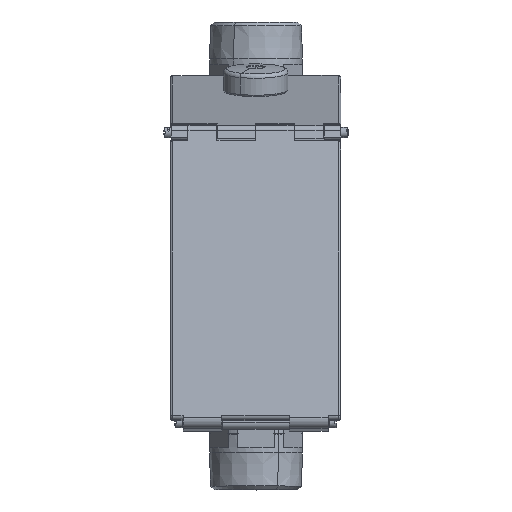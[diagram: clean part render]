
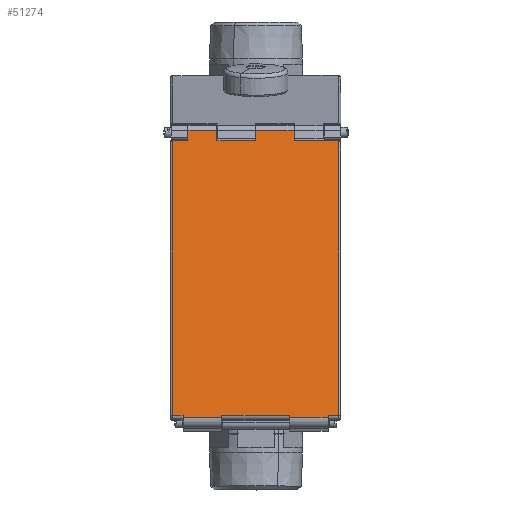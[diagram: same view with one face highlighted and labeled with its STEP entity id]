
A CAD part, top view. The second image highlights one B-rep face of the part: STEP entity #51274.
In plain terms, the highlighted planar face has unit normal (0, -0.174, -0.985).
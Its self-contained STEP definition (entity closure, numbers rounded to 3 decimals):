
#50925=CARTESIAN_POINT('Vertex',(37.3,-83.84,224.6)) ;
#50928=CARTESIAN_POINT('Line Origine',(37.3,-83.296,224.504)) ;
#50932=CARTESIAN_POINT('Vertex',(37.3,-82.752,224.408)) ;
#51104=CARTESIAN_POINT('Line Origine',(27.3,-83.84,224.6)) ;
#51108=CARTESIAN_POINT('Vertex',(17.3,-83.84,224.6)) ;
#51123=CARTESIAN_POINT('Axis2P3D Location',(-0.2,56.232,199.902)) ;
#51128=CARTESIAN_POINT('Line Origine',(31.25,59.216,199.375)) ;
#51132=CARTESIAN_POINT('Vertex',(19.7,59.216,199.375)) ;
#51134=CARTESIAN_POINT('Vertex',(42.8,59.216,199.375)) ;
#51137=CARTESIAN_POINT('Line Origine',(42.8,-11.768,211.892)) ;
#51141=CARTESIAN_POINT('Vertex',(42.8,-82.752,224.408)) ;
#51144=CARTESIAN_POINT('Line Origine',(40.05,-82.752,224.408)) ;
#51149=CARTESIAN_POINT('Line Origine',(17.3,-83.296,224.504)) ;
#51153=CARTESIAN_POINT('Vertex',(17.3,-82.752,224.408)) ;
#51156=CARTESIAN_POINT('Line Origine',(-0.2,-82.752,224.408)) ;
#51160=CARTESIAN_POINT('Vertex',(-17.7,-82.752,224.408)) ;
#51163=CARTESIAN_POINT('Line Origine',(-17.7,-83.296,224.504)) ;
#51167=CARTESIAN_POINT('Vertex',(-17.7,-83.84,224.6)) ;
#51170=CARTESIAN_POINT('Line Origine',(-27.7,-83.84,224.6)) ;
#51174=CARTESIAN_POINT('Vertex',(-37.7,-83.84,224.6)) ;
#51177=CARTESIAN_POINT('Line Origine',(-37.7,-83.296,224.504)) ;
#51181=CARTESIAN_POINT('Vertex',(-37.7,-82.752,224.408)) ;
#51184=CARTESIAN_POINT('Line Origine',(-40.45,-82.752,224.408)) ;
#51188=CARTESIAN_POINT('Vertex',(-43.2,-82.752,224.408)) ;
#51191=CARTESIAN_POINT('Line Origine',(-43.2,-11.768,211.892)) ;
#51195=CARTESIAN_POINT('Vertex',(-43.2,59.216,199.375)) ;
#51198=CARTESIAN_POINT('Line Origine',(-39.2,59.216,199.375)) ;
#51202=CARTESIAN_POINT('Vertex',(-35.2,59.216,199.375)) ;
#51205=CARTESIAN_POINT('Line Origine',(-35.2,61.92,198.899)) ;
#51209=CARTESIAN_POINT('Vertex',(-35.2,64.623,198.422)) ;
#51212=CARTESIAN_POINT('Line Origine',(-27.7,64.623,198.422)) ;
#51216=CARTESIAN_POINT('Vertex',(-20.2,64.623,198.422)) ;
#51219=CARTESIAN_POINT('Line Origine',(-20.2,61.92,198.899)) ;
#51223=CARTESIAN_POINT('Vertex',(-20.2,59.216,199.375)) ;
#51226=CARTESIAN_POINT('Line Origine',(-10.2,59.216,199.375)) ;
#51230=CARTESIAN_POINT('Vertex',(-0.2,59.216,199.375)) ;
#51233=CARTESIAN_POINT('Line Origine',(-0.2,61.92,198.899)) ;
#51237=CARTESIAN_POINT('Vertex',(-0.2,64.623,198.422)) ;
#51240=CARTESIAN_POINT('Line Origine',(9.75,64.623,198.422)) ;
#51244=CARTESIAN_POINT('Vertex',(19.7,64.623,198.422)) ;
#51247=CARTESIAN_POINT('Line Origine',(19.7,61.92,198.899)) ;
#50929=DIRECTION('Vector Direction',(0.,0.985,-0.174)) ;
#51105=DIRECTION('Vector Direction',(1.,0.,0.)) ;
#51124=DIRECTION('Axis2P3D Direction',(0.,0.174,0.985)) ;
#51125=DIRECTION('Axis2P3D XDirection',(0.,-0.985,0.174)) ;
#51129=DIRECTION('Vector Direction',(1.,0.,0.)) ;
#51138=DIRECTION('Vector Direction',(0.,-0.985,0.174)) ;
#51145=DIRECTION('Vector Direction',(-1.,0.,0.)) ;
#51150=DIRECTION('Vector Direction',(0.,0.985,-0.174)) ;
#51157=DIRECTION('Vector Direction',(-1.,0.,0.)) ;
#51164=DIRECTION('Vector Direction',(0.,0.985,-0.174)) ;
#51171=DIRECTION('Vector Direction',(-1.,0.,0.)) ;
#51178=DIRECTION('Vector Direction',(0.,0.985,-0.174)) ;
#51185=DIRECTION('Vector Direction',(-1.,0.,0.)) ;
#51192=DIRECTION('Vector Direction',(0.,0.985,-0.174)) ;
#51199=DIRECTION('Vector Direction',(1.,0.,0.)) ;
#51206=DIRECTION('Vector Direction',(0.,0.985,-0.174)) ;
#51213=DIRECTION('Vector Direction',(1.,0.,0.)) ;
#51220=DIRECTION('Vector Direction',(0.,-0.985,0.174)) ;
#51227=DIRECTION('Vector Direction',(1.,0.,0.)) ;
#51234=DIRECTION('Vector Direction',(0.,0.985,-0.174)) ;
#51241=DIRECTION('Vector Direction',(1.,0.,0.)) ;
#51248=DIRECTION('Vector Direction',(0.,-0.985,0.174)) ;
#51126=AXIS2_PLACEMENT_3D('Plane Axis2P3D',#51123,#51124,#51125) ;
#51253=ORIENTED_EDGE('',*,*,#51136,.T.) ;
#51254=ORIENTED_EDGE('',*,*,#51143,.T.) ;
#51255=ORIENTED_EDGE('',*,*,#51148,.T.) ;
#51256=ORIENTED_EDGE('',*,*,#50934,.F.) ;
#51257=ORIENTED_EDGE('',*,*,#51110,.T.) ;
#51258=ORIENTED_EDGE('',*,*,#51155,.T.) ;
#51259=ORIENTED_EDGE('',*,*,#51162,.T.) ;
#51260=ORIENTED_EDGE('',*,*,#51169,.F.) ;
#51261=ORIENTED_EDGE('',*,*,#51176,.T.) ;
#51262=ORIENTED_EDGE('',*,*,#51183,.T.) ;
#51263=ORIENTED_EDGE('',*,*,#51190,.T.) ;
#51264=ORIENTED_EDGE('',*,*,#51197,.T.) ;
#51265=ORIENTED_EDGE('',*,*,#51204,.T.) ;
#51266=ORIENTED_EDGE('',*,*,#51211,.T.) ;
#51267=ORIENTED_EDGE('',*,*,#51218,.T.) ;
#51268=ORIENTED_EDGE('',*,*,#51225,.T.) ;
#51269=ORIENTED_EDGE('',*,*,#51232,.T.) ;
#51270=ORIENTED_EDGE('',*,*,#51239,.T.) ;
#51271=ORIENTED_EDGE('',*,*,#51246,.T.) ;
#51272=ORIENTED_EDGE('',*,*,#51251,.T.) ;
#50930=VECTOR('Line Direction',#50929,1.) ;
#51106=VECTOR('Line Direction',#51105,1.) ;
#51130=VECTOR('Line Direction',#51129,1.) ;
#51139=VECTOR('Line Direction',#51138,1.) ;
#51146=VECTOR('Line Direction',#51145,1.) ;
#51151=VECTOR('Line Direction',#51150,1.) ;
#51158=VECTOR('Line Direction',#51157,1.) ;
#51165=VECTOR('Line Direction',#51164,1.) ;
#51172=VECTOR('Line Direction',#51171,1.) ;
#51179=VECTOR('Line Direction',#51178,1.) ;
#51186=VECTOR('Line Direction',#51185,1.) ;
#51193=VECTOR('Line Direction',#51192,1.) ;
#51200=VECTOR('Line Direction',#51199,1.) ;
#51207=VECTOR('Line Direction',#51206,1.) ;
#51214=VECTOR('Line Direction',#51213,1.) ;
#51221=VECTOR('Line Direction',#51220,1.) ;
#51228=VECTOR('Line Direction',#51227,1.) ;
#51235=VECTOR('Line Direction',#51234,1.) ;
#51242=VECTOR('Line Direction',#51241,1.) ;
#51249=VECTOR('Line Direction',#51248,1.) ;
#51274=ADVANCED_FACE('Sheet.12',(#51273),#51127,.F.) ;
#50934=EDGE_CURVE('',#50926,#50933,#50931,.T.) ;
#51110=EDGE_CURVE('',#50926,#51109,#51107,.F.) ;
#51136=EDGE_CURVE('',#51133,#51135,#51131,.T.) ;
#51143=EDGE_CURVE('',#51135,#51142,#51140,.T.) ;
#51148=EDGE_CURVE('',#51142,#50933,#51147,.T.) ;
#51155=EDGE_CURVE('',#51109,#51154,#51152,.T.) ;
#51162=EDGE_CURVE('',#51154,#51161,#51159,.T.) ;
#51169=EDGE_CURVE('',#51168,#51161,#51166,.T.) ;
#51176=EDGE_CURVE('',#51168,#51175,#51173,.T.) ;
#51183=EDGE_CURVE('',#51175,#51182,#51180,.T.) ;
#51190=EDGE_CURVE('',#51182,#51189,#51187,.T.) ;
#51197=EDGE_CURVE('',#51189,#51196,#51194,.T.) ;
#51204=EDGE_CURVE('',#51196,#51203,#51201,.T.) ;
#51211=EDGE_CURVE('',#51203,#51210,#51208,.T.) ;
#51218=EDGE_CURVE('',#51210,#51217,#51215,.T.) ;
#51225=EDGE_CURVE('',#51217,#51224,#51222,.T.) ;
#51232=EDGE_CURVE('',#51224,#51231,#51229,.T.) ;
#51239=EDGE_CURVE('',#51231,#51238,#51236,.T.) ;
#51246=EDGE_CURVE('',#51238,#51245,#51243,.T.) ;
#51251=EDGE_CURVE('',#51245,#51133,#51250,.T.) ;
#51252=EDGE_LOOP('',(#51253,#51254,#51255,#51256,#51257,#51258,#51259,#51260,#51261,#51262,#51263,#51264,#51265,#51266,#51267,#51268,#51269,#51270,#51271,#51272)) ;
#51273=FACE_OUTER_BOUND('',#51252,.T.) ;
#50931=LINE('Line',#50928,#50930) ;
#51107=LINE('Line',#51104,#51106) ;
#51131=LINE('Line',#51128,#51130) ;
#51140=LINE('Line',#51137,#51139) ;
#51147=LINE('Line',#51144,#51146) ;
#51152=LINE('Line',#51149,#51151) ;
#51159=LINE('Line',#51156,#51158) ;
#51166=LINE('Line',#51163,#51165) ;
#51173=LINE('Line',#51170,#51172) ;
#51180=LINE('Line',#51177,#51179) ;
#51187=LINE('Line',#51184,#51186) ;
#51194=LINE('Line',#51191,#51193) ;
#51201=LINE('Line',#51198,#51200) ;
#51208=LINE('Line',#51205,#51207) ;
#51215=LINE('Line',#51212,#51214) ;
#51222=LINE('Line',#51219,#51221) ;
#51229=LINE('Line',#51226,#51228) ;
#51236=LINE('Line',#51233,#51235) ;
#51243=LINE('Line',#51240,#51242) ;
#51250=LINE('Line',#51247,#51249) ;
#51127=PLANE('',#51126) ;
#50926=VERTEX_POINT('',#50925) ;
#50933=VERTEX_POINT('',#50932) ;
#51109=VERTEX_POINT('',#51108) ;
#51133=VERTEX_POINT('',#51132) ;
#51135=VERTEX_POINT('',#51134) ;
#51142=VERTEX_POINT('',#51141) ;
#51154=VERTEX_POINT('',#51153) ;
#51161=VERTEX_POINT('',#51160) ;
#51168=VERTEX_POINT('',#51167) ;
#51175=VERTEX_POINT('',#51174) ;
#51182=VERTEX_POINT('',#51181) ;
#51189=VERTEX_POINT('',#51188) ;
#51196=VERTEX_POINT('',#51195) ;
#51203=VERTEX_POINT('',#51202) ;
#51210=VERTEX_POINT('',#51209) ;
#51217=VERTEX_POINT('',#51216) ;
#51224=VERTEX_POINT('',#51223) ;
#51231=VERTEX_POINT('',#51230) ;
#51238=VERTEX_POINT('',#51237) ;
#51245=VERTEX_POINT('',#51244) ;
